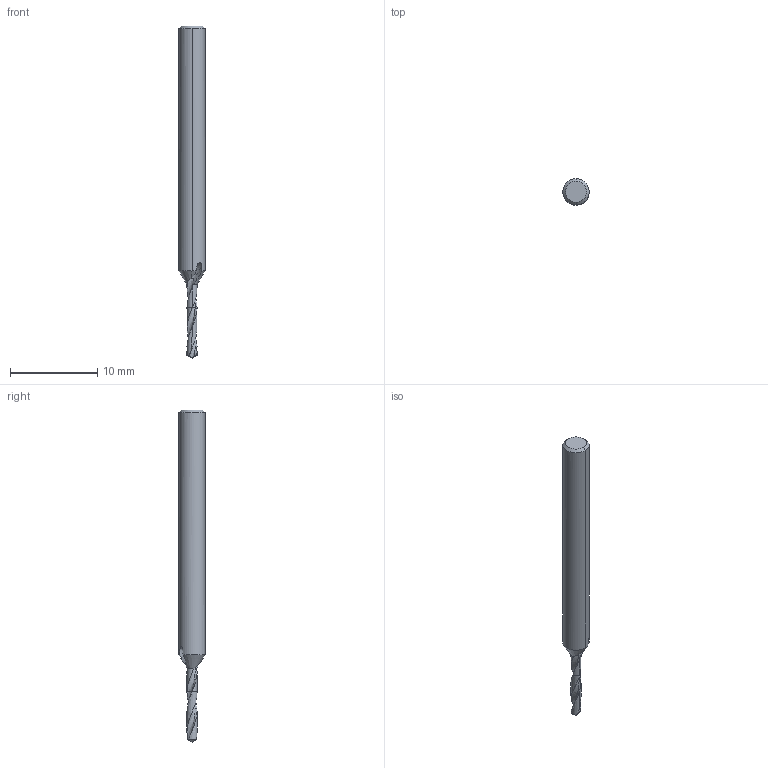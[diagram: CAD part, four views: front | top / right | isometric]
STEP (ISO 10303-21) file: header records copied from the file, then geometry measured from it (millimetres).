
FILE_DESCRIPTION(('no description'),'unknown implementation level');
FILE_NAME('11137115-Detail.stp',' ',('CIM GmbH Aachen'),('CADClick - KiM GmbH - www.kimweb.de'),'unknown preprocess','ACIS','unknown authorization');
FILE_SCHEMA(('automotive_design'));
Length unit declared in the file: millimetre
Products named in the file (2): 1; 2
Bounding box: 3 x 3 x 38 mm (x, y, z)
Volume: 206 mm3; surface area: 320.1 mm2
Topology: 2 solids, 2 shells, 39 faces, 104 edges, 67 vertices
Faces by surface type: cone 14, bspline 10, cylinder 6, revolution 6, plane 3
Entity records: 5532 total; most frequent: CARTESIAN_POINT 3467, STYLED_ITEM 210, PRESENTATION_STYLE_ASSIGNMENT 210, COLOUR_RGB 210, ORIENTED_EDGE 204, DIRECTION 138, EDGE_CURVE 102, CURVE_STYLE 102
